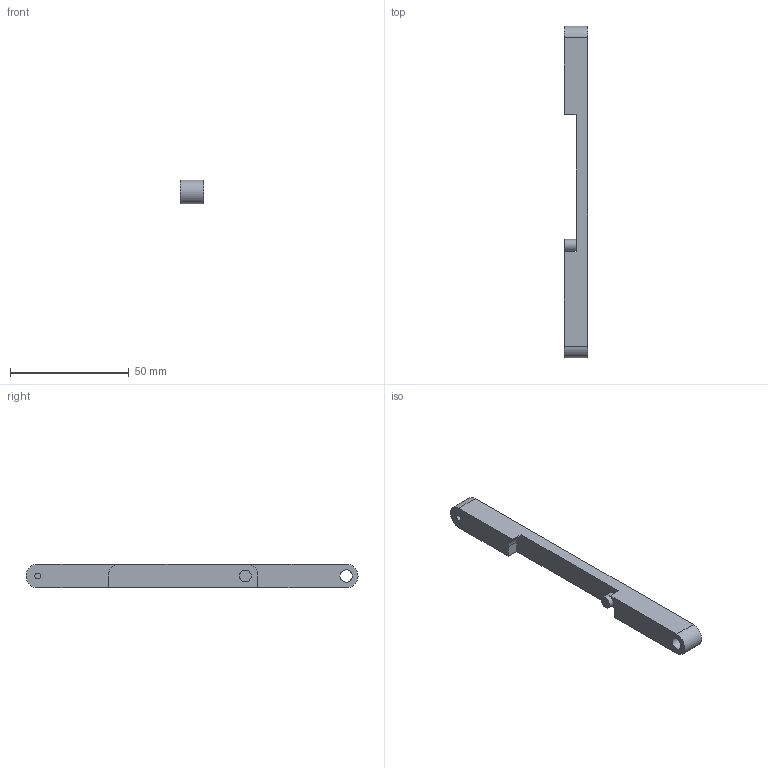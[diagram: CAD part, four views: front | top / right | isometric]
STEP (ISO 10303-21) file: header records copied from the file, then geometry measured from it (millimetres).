
FILE_DESCRIPTION(('FreeCAD Model'),'2;1');
FILE_NAME('Open CASCADE Shape Model','2025-01-18T20:19:00',('Author'),( ''),'Open CASCADE STEP processor 7.8','FreeCAD','Unknown');
FILE_SCHEMA(('AUTOMOTIVE_DESIGN { 1 0 10303 214 1 1 1 1 }'));
Length unit declared in the file: millimetre
Products named in the file (1): Body008
Bounding box: 10 x 140 x 10 mm (x, y, z)
Volume: 10522.9 mm3; surface area: 5437.5 mm2
Topology: 1 solids, 1 shells, 19 faces, 47 edges, 32 vertices
Faces by surface type: plane 11, cylinder 7, bspline 1
Full cylindrical faces by diameter (mm): 2.5 x1, 5 x1, 5.2 x1
Entity records: 607 total; most frequent: CARTESIAN_POINT 120, DIRECTION 95, ORIENTED_EDGE 94, EDGE_CURVE 47, AXIS2_PLACEMENT_3D 33, VERTEX_POINT 32, LINE 29, VECTOR 29
